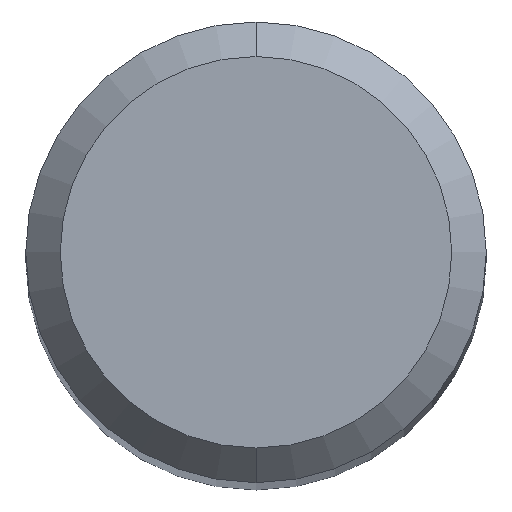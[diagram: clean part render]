
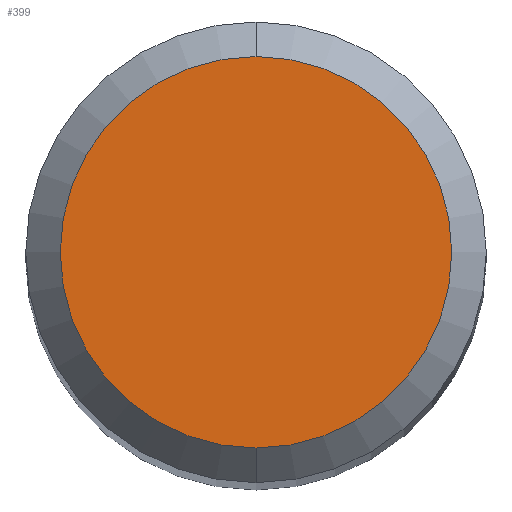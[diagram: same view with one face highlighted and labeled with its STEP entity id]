
A CAD part, top view. The second image highlights one B-rep face of the part: STEP entity #399.
In plain terms, the highlighted planar face has unit normal (0, 0, 1).
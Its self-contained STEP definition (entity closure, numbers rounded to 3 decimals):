
#399=ADVANCED_FACE('',(#1079),#1080,.T.);
#579=VERTEX_POINT('',#1281);
#641=EDGE_CURVE('',#951,#579,#1348,.T.);
#951=VERTEX_POINT('',#1685);
#983=EDGE_CURVE('',#579,#951,#1719,.T.);
#1079=FACE_OUTER_BOUND('',#1882,.T.);
#1080=PLANE('',#1883);
#1281=CARTESIAN_POINT('',(0.,-1.7,0.0));
#1348=CIRCLE('',#3224,1.7);
#1685=CARTESIAN_POINT('',(0.0,1.7,0.0));
#1719=CIRCLE('',#4479,1.7);
#1882=EDGE_LOOP('',(#4740,#4741));
#1883=AXIS2_PLACEMENT_3D('',#4742,#4743,#4744);
#3224=AXIS2_PLACEMENT_3D('',#5042,#5043,#5044);
#4479=AXIS2_PLACEMENT_3D('',#5404,#5405,#5406);
#4740=ORIENTED_EDGE('',*,*,#641,.F.);
#4741=ORIENTED_EDGE('',*,*,#983,.F.);
#4742=CARTESIAN_POINT('',(0.0,0.85,0.0));
#4743=DIRECTION('',(-0.0,0.0,1.0));
#4744=DIRECTION('',(0.0,-1.0,0.0));
#5042=CARTESIAN_POINT('',(0.0,0.0,0.0));
#5043=DIRECTION('',(0.0,0.0,-1.0));
#5044=DIRECTION('',(0.0,1.0,0.0));
#5404=CARTESIAN_POINT('',(0.0,0.0,0.0));
#5405=DIRECTION('',(0.0,0.0,-1.0));
#5406=DIRECTION('',(0.0,1.0,0.0));
